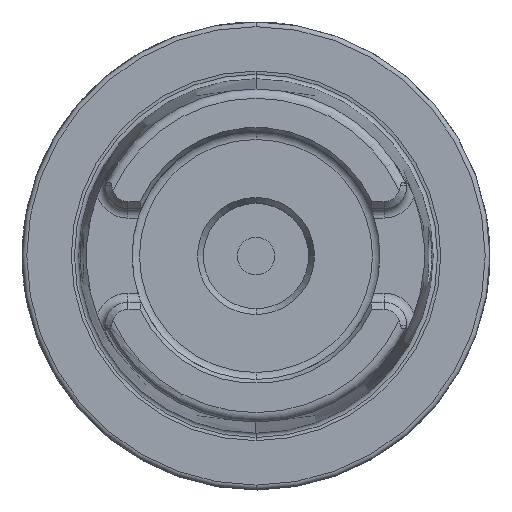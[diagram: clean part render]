
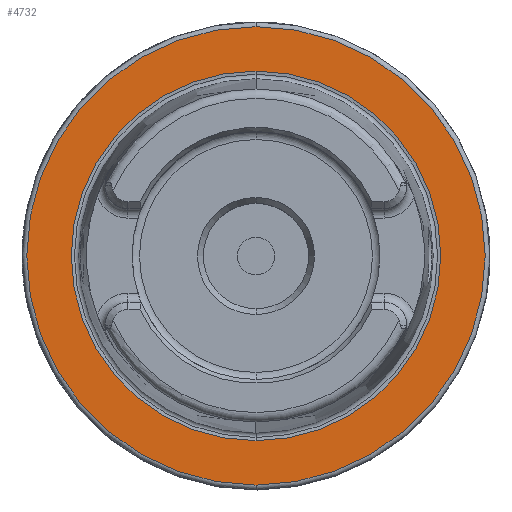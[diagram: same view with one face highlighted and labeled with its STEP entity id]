
A CAD part, top view. The second image highlights one B-rep face of the part: STEP entity #4732.
In plain terms, the highlighted planar face has unit normal (0, 0, 1).
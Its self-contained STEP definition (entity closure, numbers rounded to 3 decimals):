
#1244=CARTESIAN_POINT('',(0,0,29));
#1245=DIRECTION('',(0,0,-1));
#1246=DIRECTION('',(0,1,0));
#1247=AXIS2_PLACEMENT_3D('',#1244,#1245,#1246);
#1257=CARTESIAN_POINT('',(0,0,29));
#1258=DIRECTION('',(0,0,1));
#1259=DIRECTION('',(0,1,0));
#1260=AXIS2_PLACEMENT_3D('',#1257,#1258,#1259);
#1262=CARTESIAN_POINT('',(0,0,29));
#1263=DIRECTION('',(0,0,1));
#1264=DIRECTION('',(0,1,0));
#1265=AXIS2_PLACEMENT_3D('',#1262,#1263,#1264);
#1267=CARTESIAN_POINT('',(0,0,29));
#1268=DIRECTION('',(0,0,1));
#1269=DIRECTION('',(0,-1,0));
#1270=AXIS2_PLACEMENT_3D('',#1267,#1268,#1269);
#3063=CARTESIAN_POINT('',(0,39.499,29));
#3065=VERTEX_POINT('',#3063);
#3099=CARTESIAN_POINT('',(0,-39.499,29));
#3101=VERTEX_POINT('',#3099);
#3111=CARTESIAN_POINT('',(0,49,29));
#3112=CARTESIAN_POINT('',(0.,-49,29));
#3113=VERTEX_POINT('',#3111);
#3114=VERTEX_POINT('',#3112);
#4717=CARTESIAN_POINT('',(0,0,29));
#4718=DIRECTION('',(0,0,-1));
#4719=DIRECTION('',(0,-1,0));
#4720=AXIS2_PLACEMENT_3D('',#4717,#4718,#4719);
#4721=PLANE('',#4720);
#4723=ORIENTED_EDGE('',*,*,#4722,.F.);
#4725=ORIENTED_EDGE('',*,*,#4724,.F.);
#4726=EDGE_LOOP('',(#4723,#4725));
#4727=FACE_OUTER_BOUND('',#4726,.F.);
#4728=ORIENTED_EDGE('',*,*,#4712,.T.);
#4729=ORIENTED_EDGE('',*,*,#4696,.F.);
#4730=EDGE_LOOP('',(#4728,#4729));
#4731=FACE_BOUND('',#4730,.F.);
#4732=ADVANCED_FACE('',(#4727,#4731),#4721,.F.);
#1248=CIRCLE('',#1247,39.499);
#1261=CIRCLE('',#1260,39.499);
#1266=CIRCLE('',#1265,49);
#1271=CIRCLE('',#1270,49);
#4696=EDGE_CURVE('',#3065,#3101,#1248,.T.);
#4712=EDGE_CURVE('',#3065,#3101,#1261,.T.);
#4722=EDGE_CURVE('',#3113,#3114,#1266,.T.);
#4724=EDGE_CURVE('',#3114,#3113,#1271,.T.);
